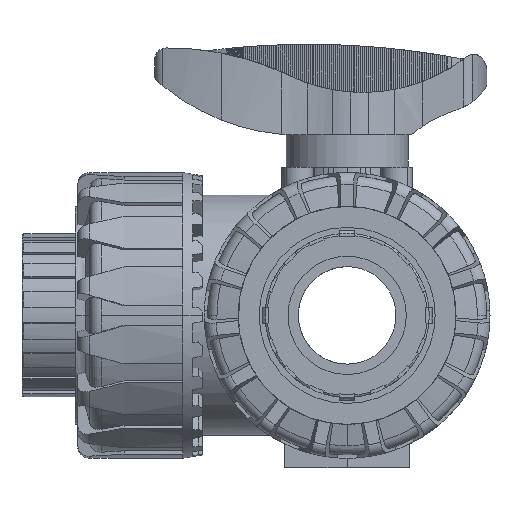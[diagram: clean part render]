
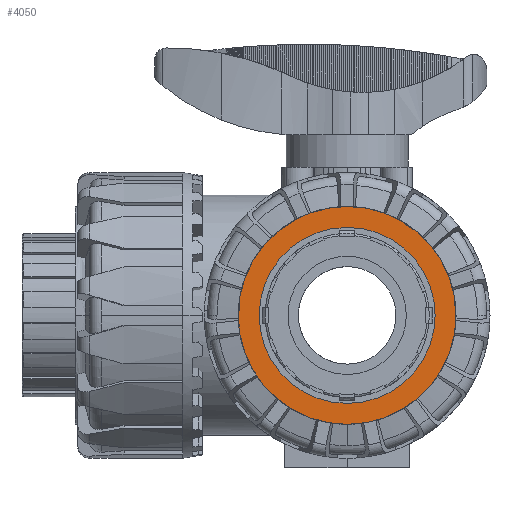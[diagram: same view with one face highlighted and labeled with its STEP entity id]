
A CAD part, front view. The second image highlights one B-rep face of the part: STEP entity #4050.
In plain terms, the highlighted planar face has unit normal (0, -1, 0).
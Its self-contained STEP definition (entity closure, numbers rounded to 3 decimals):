
#4050=ADVANCED_FACE('',(#8701,#8702),#8703,.T.);
#8701=FACE_BOUND('',#14000,.T.);
#8702=FACE_OUTER_BOUND('',#14001,.T.);
#8703=PLANE('',#14002);
#14000=EDGE_LOOP('',(#26932,#26933));
#14001=EDGE_LOOP('',(#26934,#26935));
#14002=AXIS2_PLACEMENT_3D('',#26936,#26937,#26938);
#26932=ORIENTED_EDGE('',*,*,#37351,.T.);
#26933=ORIENTED_EDGE('',*,*,#36300,.T.);
#26934=ORIENTED_EDGE('',*,*,#36295,.T.);
#26935=ORIENTED_EDGE('',*,*,#37401,.T.);
#26936=CARTESIAN_POINT('',(0.,-69.6,0.0));
#26937=DIRECTION('',(0.0,-1.0,0.0));
#26938=DIRECTION('',(1.0,0.0,0.0));
#36295=EDGE_CURVE('',#44564,#44628,#44630,.T.);
#36300=EDGE_CURVE('',#44633,#44637,#44639,.T.);
#37351=EDGE_CURVE('',#44637,#44633,#46221,.T.);
#37401=EDGE_CURVE('',#44628,#44564,#46277,.T.);
#44564=VERTEX_POINT('',#58071);
#44628=VERTEX_POINT('',#58136);
#44630=CIRCLE('',#58139,27.9);
#44633=VERTEX_POINT('',#58142);
#44637=VERTEX_POINT('',#58147);
#44639=CIRCLE('',#58150,22.55);
#46221=CIRCLE('',#60903,22.55);
#46277=CIRCLE('',#61027,27.9);
#58071=CARTESIAN_POINT('',(0.,-69.6,-27.9));
#58136=CARTESIAN_POINT('',(0.,-69.6,27.9));
#58139=AXIS2_PLACEMENT_3D('',#70601,#70602,#70603);
#58142=CARTESIAN_POINT('',(-22.55,-69.6,0.));
#58147=CARTESIAN_POINT('',(22.55,-69.6,0.));
#58150=AXIS2_PLACEMENT_3D('',#70609,#70610,#70611);
#60903=AXIS2_PLACEMENT_3D('',#72101,#72102,#72103);
#61027=AXIS2_PLACEMENT_3D('',#72139,#72140,#72141);
#70601=CARTESIAN_POINT('',(0.,-69.6,0.0));
#70602=DIRECTION('',(0.0,-1.0,0.0));
#70603=DIRECTION('',(1.0,0.0,0.0));
#70609=CARTESIAN_POINT('',(0.,-69.6,0.0));
#70610=DIRECTION('',(0.0,1.0,0.0));
#70611=DIRECTION('',(-1.0,0.0,0.0));
#72101=CARTESIAN_POINT('',(0.,-69.6,0.0));
#72102=DIRECTION('',(0.0,1.0,0.0));
#72103=DIRECTION('',(-1.0,0.0,0.0));
#72139=CARTESIAN_POINT('',(0.,-69.6,0.0));
#72140=DIRECTION('',(0.0,-1.0,0.0));
#72141=DIRECTION('',(1.0,0.0,0.0));
